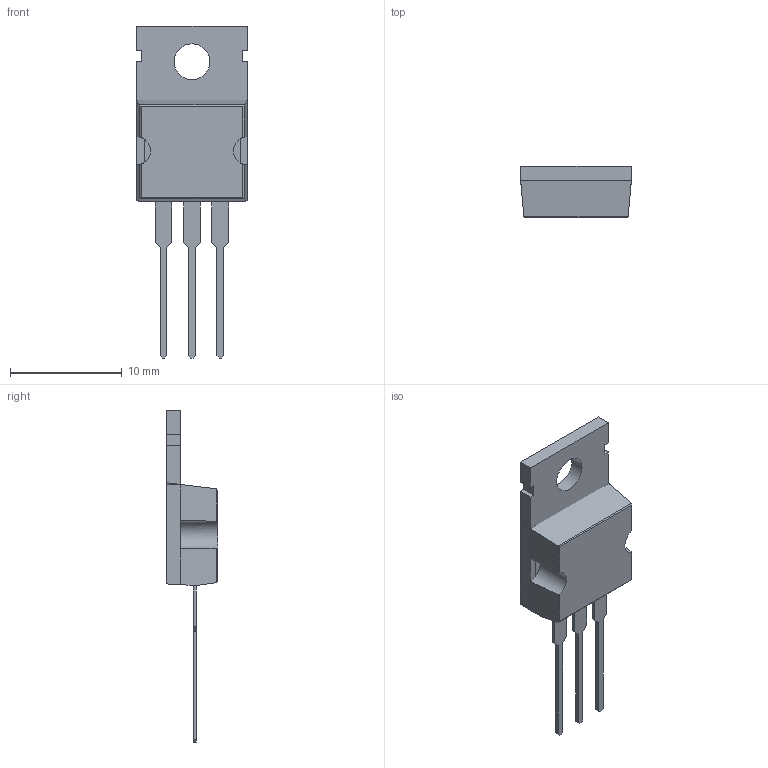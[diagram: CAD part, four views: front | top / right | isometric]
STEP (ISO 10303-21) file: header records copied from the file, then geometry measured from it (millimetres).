
FILE_DESCRIPTION(/* description */ (''),/* implementation_level */ '2;1');
FILE_NAME(/* name */ 'TO220.step',/* time_stamp */ '2019-04-17T23:33:32+03:00',/* author */ (''),/* organization */ (''),/* preprocessor_version */ 'ST-DEVELOPER v17.2',/* originating_system */ 'Autodesk Translation Framework v7.6.0.251',/* authorisation */ '');
FILE_SCHEMA (('AUTOMOTIVE_DESIGN { 1 0 10303 214 3 1 1 }'));
Length unit declared in the file: millimetre
Products named in the file (7): (Unsaved); TO220 (1); TO220; Component2; Component3; Component4; Component5
Assembly tree (6 placements, depth 3):
  (Unsaved)
    TO220 (1)
      TO220
      Component2
      Component3
      Component4
      Component5
Bounding box: 9.9 x 4.6 x 29.7 mm (x, y, z)
Volume: 542.7 mm3; surface area: 765.5 mm2
Topology: 5 solids, 5 shells, 78 faces, 202 edges, 134 vertices
Faces by surface type: plane 75, cylinder 3
Full cylindrical faces by diameter (mm): 3.2 x1
Entity records: 2572 total; most frequent: CARTESIAN_POINT 427, ORIENTED_EDGE 404, DIRECTION 400, EDGE_CURVE 202, LINE 186, VECTOR 186, VERTEX_POINT 134, AXIS2_PLACEMENT_3D 107
